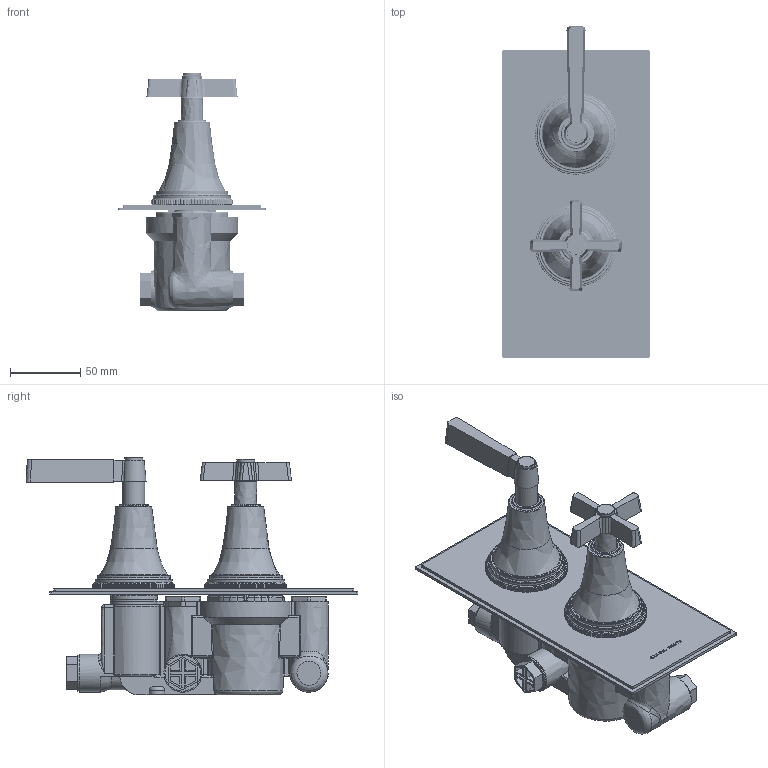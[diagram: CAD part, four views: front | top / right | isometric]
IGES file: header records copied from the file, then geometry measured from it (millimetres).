
Global section: file name: V601-TM; native system: Autodesk Inventor 2018; preprocessor: unknown; author: adaniels; date: 20171021.104331; units: millimetre
Bounding box: 105 x 236.92 x 169.85 mm (x, y, z)
Volume: 514358.8 mm3; surface area: 286999.3 mm2
Topology: 62 solids, 67 shells, 3346 faces, 8490 edges, 5412 vertices
Faces by surface type: bspline 3346
